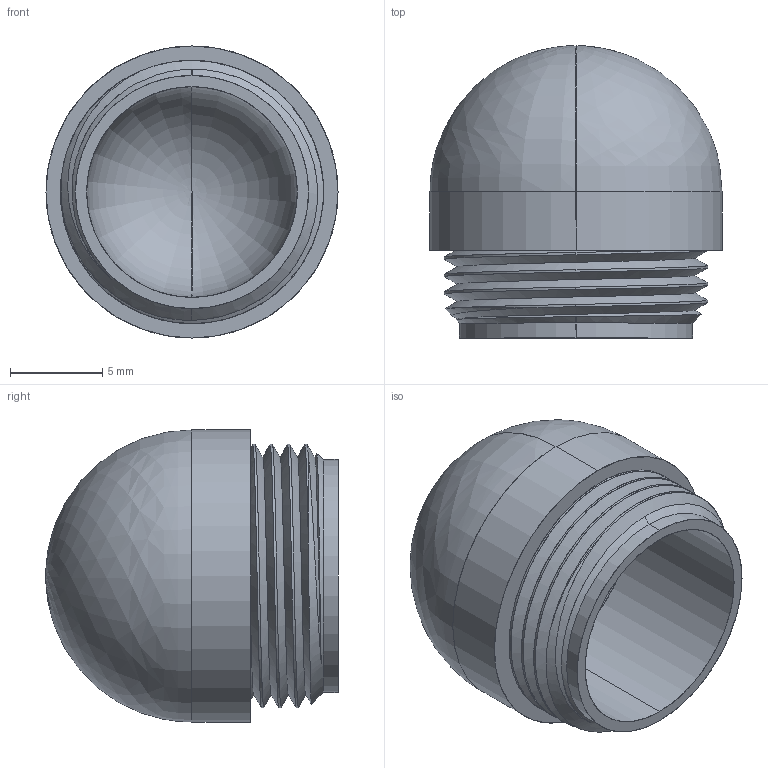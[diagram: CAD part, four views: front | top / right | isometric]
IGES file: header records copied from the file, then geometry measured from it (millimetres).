
Start section: SolidWorks IGES file using analytic representation for surfaces
Global section: file name: 25P-30xx - B13999.IGS; native system: SolidWorks 2016; preprocessor: SolidWorks 2016; author: chwang; date: 180206.092043; units: inch
Bounding box: 15.85 x 15.88 x 15.85 mm (x, y, z)
Surface area: 1455.2 mm2 (no closed solid volume)
Topology: 0 solids, 0 shells, 24 faces, 435 edges, 434 vertices
Faces by surface type: revolution 20, bspline 4
